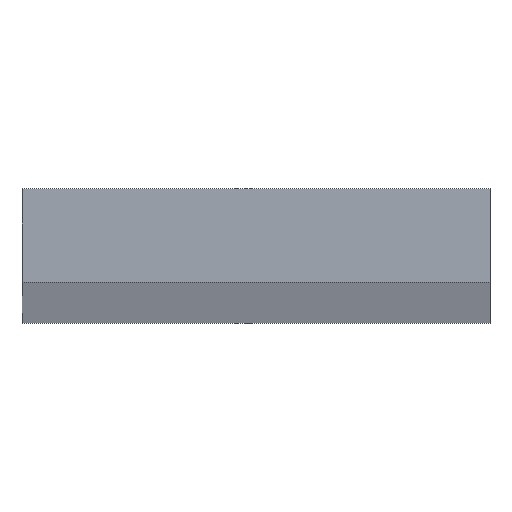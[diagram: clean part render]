
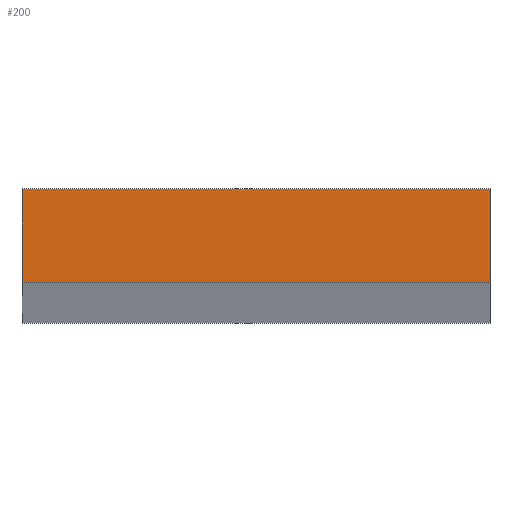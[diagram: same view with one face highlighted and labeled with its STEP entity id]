
A CAD part, top view. The second image highlights one B-rep face of the part: STEP entity #200.
In plain terms, the highlighted planar face has unit normal (0, 0, 1).
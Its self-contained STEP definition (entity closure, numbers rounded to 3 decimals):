
#3 = DIRECTION ( 'NONE',  ( 1., 0., 0. ) ) ;
#4 = CARTESIAN_POINT ( 'NONE',  ( -10., -2., 500. ) ) ;
#5 = LINE ( 'NONE', #4, #55 ) ;
#11 = DIRECTION ( 'NONE',  ( 0., -1., 0. ) ) ;
#12 = CARTESIAN_POINT ( 'NONE',  ( -10., 2., 500. ) ) ;
#13 = LINE ( 'NONE', #12, #73 ) ;
#19 = DIRECTION ( 'NONE',  ( 0., 1., 0. ) ) ;
#20 = CARTESIAN_POINT ( 'NONE',  ( 10., 2., 500. ) ) ;
#21 = LINE ( 'NONE', #20, #46 ) ;
#22 = DIRECTION ( 'NONE',  ( -1., 0., 0. ) ) ;
#23 = LINE ( 'NONE', #25, #36 ) ;
#25 = CARTESIAN_POINT ( 'NONE',  ( -10., 2., 500. ) ) ;
#36 = VECTOR ( 'NONE', #22, 1000. ) ;
#43 = FACE_OUTER_BOUND ( 'NONE', #122, .T. ) ;
#46 = VECTOR ( 'NONE', #19, 1000. ) ;
#47 = AXIS2_PLACEMENT_3D ( 'NONE', #98, #128, #106 ) ;
#55 = VECTOR ( 'NONE', #3, 1000. ) ;
#73 = VECTOR ( 'NONE', #11, 1000. ) ;
#98 = CARTESIAN_POINT ( 'NONE',  ( 0., 0., 500. ) ) ;
#106 = DIRECTION ( 'NONE',  ( 1., 0., 0. ) ) ;
#115 = PLANE ( 'NONE',  #47 ) ;
#122 = EDGE_LOOP ( 'NONE', ( #147, #146, #145, #149 ) ) ;
#128 = DIRECTION ( 'NONE',  ( 0., 0., 1. ) ) ;
#131 = VERTEX_POINT ( 'NONE', #174 ) ;
#134 = VERTEX_POINT ( 'NONE', #177 ) ;
#135 = VERTEX_POINT ( 'NONE', #163 ) ;
#136 = VERTEX_POINT ( 'NONE', #172 ) ;
#145 = ORIENTED_EDGE ( 'NONE', *, *, #203, .T. ) ;
#146 = ORIENTED_EDGE ( 'NONE', *, *, #210, .T. ) ;
#147 = ORIENTED_EDGE ( 'NONE', *, *, #206, .T. ) ;
#149 = ORIENTED_EDGE ( 'NONE', *, *, #202, .T. ) ;
#163 = CARTESIAN_POINT ( 'NONE',  ( 10., 2., 500. ) ) ;
#172 = CARTESIAN_POINT ( 'NONE',  ( -10., -2., 500. ) ) ;
#174 = CARTESIAN_POINT ( 'NONE',  ( 10., -2., 500. ) ) ;
#177 = CARTESIAN_POINT ( 'NONE',  ( -10., 2., 500. ) ) ;
#200 = ADVANCED_FACE ( 'NONE', ( #43 ), #115, .T. ) ;
#202 = EDGE_CURVE ( 'NONE', #135, #134, #23, .T. ) ;
#203 = EDGE_CURVE ( 'NONE', #131, #135, #21, .T. ) ;
#206 = EDGE_CURVE ( 'NONE', #134, #136, #13, .T. ) ;
#210 = EDGE_CURVE ( 'NONE', #136, #131, #5, .T. ) ;
